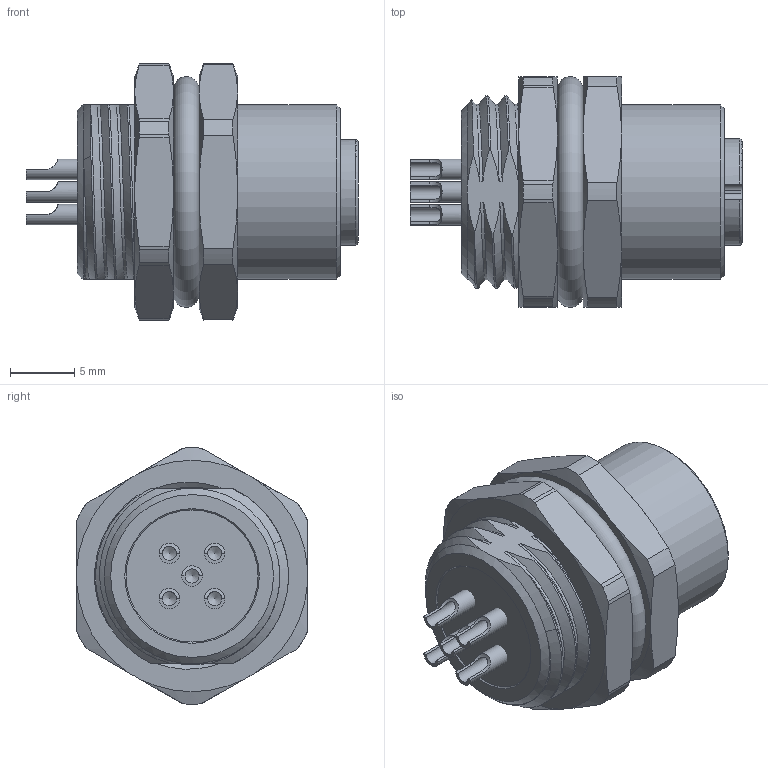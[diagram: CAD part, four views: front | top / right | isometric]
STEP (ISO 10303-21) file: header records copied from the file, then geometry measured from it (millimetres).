
FILE_DESCRIPTION(/* description */ ('Unknown'),/* implementation_level */ '2;1');
FILE_NAME(/* name */ '643060100605',/* time_stamp */ '2021-03-10T17:23:57+01:00',/* author */ ('Unknown'),/* organization */ ('Unknown'),/* preprocessor_version */ 'ST-DEVELOPER v16.7',/* originating_system */ 'DEX',/* authorisation */ $);
FILE_SCHEMA (('AUTOMOTIVE_DESIGN {1 0 10303 214 3 1 1}'));
Length unit declared in the file: millimetre
Products named in the file (8): 6430601006xx; 643060100605; 643xx01004xx_Seal_inner; 6430601006xx_Housing; 6430601006xx_Pin; 6430601006xx_Resin; 643xx01004xx_Seal_outer; 643xx01006xx_Nut
Assembly tree (11 placements, depth 2):
  6430601006xx
    643060100605
    643xx01004xx_Seal_inner
    6430601006xx_Housing
    6430601006xx_Pin  x5
    6430601006xx_Resin
    643xx01004xx_Seal_outer
    643xx01006xx_Nut
Bounding box: 25.9 x 18.01 x 20 mm (x, y, z)
Volume: 3701 mm3; surface area: 5917.6 mm2
Topology: 11 solids, 11 shells, 528 faces, 1271 edges, 822 vertices
Faces by surface type: plane 201, cylinder 173, cone 103, torus 26, bspline 25
Full cylindrical faces by diameter (mm): 1.05 x5, 1.1 x5, 1.2 x5, 1.3 x5, 1.6 x15, 1.66 x20, 1.7 x10, 1.79 x20, 1.9 x15, 8.3 x1, 8.74 x2, 9.14 x1, 9.16 x1, 9.5 x14, 10.58 x1, 10.6 x1, 13.6 x1
Entity records: 20073 total; most frequent: CARTESIAN_POINT 12677, DIRECTION 1439, ORIENTED_EDGE 1380, EDGE_CURVE 690, AXIS2_PLACEMENT_3D 606, VERTEX_POINT 509, FACE_BOUND 507, EDGE_LOOP 503
